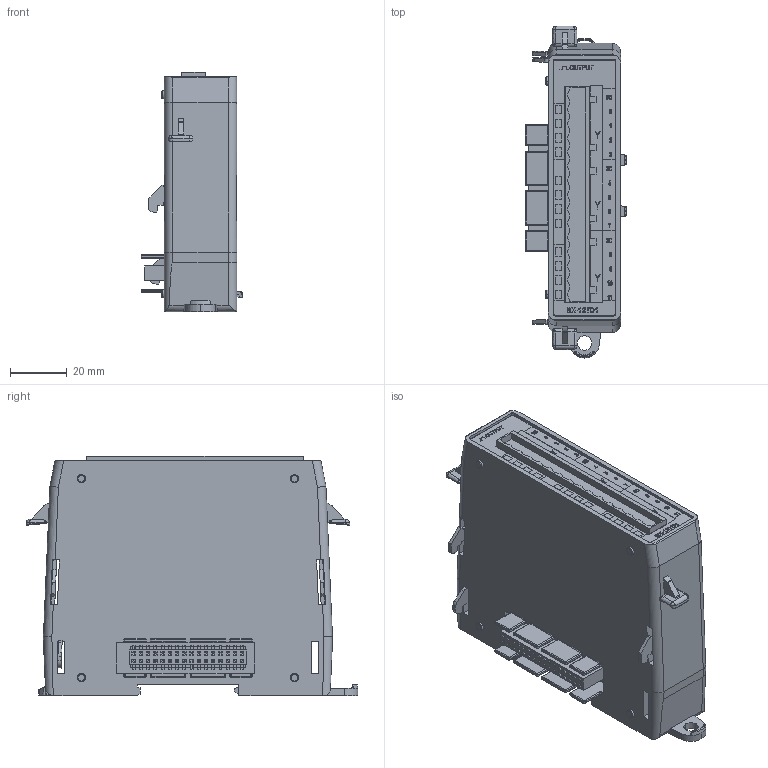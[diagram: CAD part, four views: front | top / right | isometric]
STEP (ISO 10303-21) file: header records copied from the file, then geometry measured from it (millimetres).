
FILE_DESCRIPTION (( 'STEP AP214' ), '1' );
FILE_NAME ('BX-12TD1.STEP', '2020-03-23T23:45:45', ( '' ), ( '' ), 'SwSTEP 2.0', 'SolidWorks 2017', '' );
FILE_SCHEMA (( 'AUTOMOTIVE_DESIGN' ));
Length unit declared in the file: inch
Products named in the file (1): BX-12TD1
Bounding box: 35.62 x 116.5 x 84.09 mm (x, y, z)
Volume: 190040.9 mm3; surface area: 46958.7 mm2
Topology: 15 solids, 24 shells, 3752 faces, 9805 edges, 6227 vertices
Faces by surface type: plane 2650, cylinder 573, bspline 399, torus 71, cone 35, sphere 24
Entity records: 184718 total; most frequent: CARTESIAN_POINT 47309, ORIENTED_EDGE 19582, DIRECTION 15842, EDGE_CURVE 9791, VECTOR 7636, LINE 7636, VERTEX_POINT 6225, EDGE_LOOP 4166
